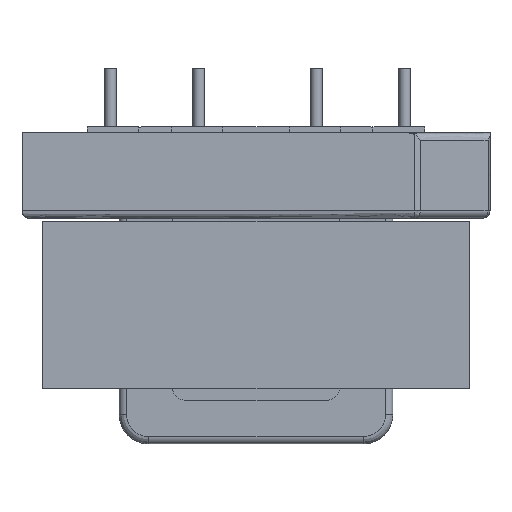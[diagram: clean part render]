
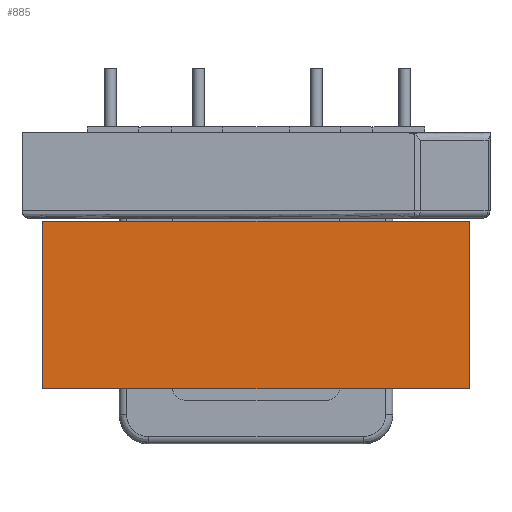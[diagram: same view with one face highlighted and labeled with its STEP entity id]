
A CAD part, front view. The second image highlights one B-rep face of the part: STEP entity #885.
In plain terms, the highlighted free-form (B-spline) face has degree [1, 1] with [2, 2] control points.
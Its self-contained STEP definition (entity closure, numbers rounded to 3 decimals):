
#800 = VERTEX_POINT('',#801);
#801 = CARTESIAN_POINT('',(17.437,-9.52,
    -5.532));
#814 = VERTEX_POINT('',#815);
#815 = CARTESIAN_POINT('',(17.437,-9.52,
    8.177));
#820 = EDGE_CURVE('',#814,#800,#821,.T.);
#821 = B_SPLINE_CURVE_WITH_KNOTS('',1,(#822,#823),.UNSPECIFIED.,.F.,.F.,
  (2,2),(0.,11.4),.PIECEWISE_BEZIER_KNOTS.);
#822 = CARTESIAN_POINT('',(17.437,-9.52,
    8.177));
#823 = CARTESIAN_POINT('',(17.437,-9.52,
    -5.532));
#862 = VERTEX_POINT('',#863);
#863 = CARTESIAN_POINT('',(-17.437,-9.52,
    -5.532));
#868 = EDGE_CURVE('',#869,#862,#871,.T.);
#869 = VERTEX_POINT('',#870);
#870 = CARTESIAN_POINT('',(-17.437,-9.52,
    8.177));
#871 = B_SPLINE_CURVE_WITH_KNOTS('',1,(#872,#873),.UNSPECIFIED.,.F.,.F.,
  (2,2),(0.,11.4),.PIECEWISE_BEZIER_KNOTS.);
#872 = CARTESIAN_POINT('',(-17.437,-9.52,
    8.177));
#873 = CARTESIAN_POINT('',(-17.437,-9.52,
    -5.532));
#885 = ADVANCED_FACE('',(#886),#900,.T.);
#886 = FACE_BOUND('',#887,.T.);
#887 = EDGE_LOOP('',(#888,#893,#894,#899));
#888 = ORIENTED_EDGE('',*,*,#889,.F.);
#889 = EDGE_CURVE('',#800,#862,#890,.T.);
#890 = B_SPLINE_CURVE_WITH_KNOTS('',1,(#891,#892),.UNSPECIFIED.,.F.,.F.,
  (2,2),(-0.2,28.8),.PIECEWISE_BEZIER_KNOTS.);
#891 = CARTESIAN_POINT('',(17.437,-9.52,
    -5.532));
#892 = CARTESIAN_POINT('',(-17.437,-9.52,
    -5.532));
#893 = ORIENTED_EDGE('',*,*,#820,.F.);
#894 = ORIENTED_EDGE('',*,*,#895,.T.);
#895 = EDGE_CURVE('',#814,#869,#896,.T.);
#896 = B_SPLINE_CURVE_WITH_KNOTS('',1,(#897,#898),.UNSPECIFIED.,.F.,.F.,
  (2,2),(-0.2,28.8),.PIECEWISE_BEZIER_KNOTS.);
#897 = CARTESIAN_POINT('',(17.437,-9.52,
    8.177));
#898 = CARTESIAN_POINT('',(-17.437,-9.52,
    8.177));
#899 = ORIENTED_EDGE('',*,*,#868,.T.);
#900 = B_SPLINE_SURFACE_WITH_KNOTS('',1,1,(
    (#901,#902)
    ,(#903,#904
    )),.UNSPECIFIED.,.F.,.F.,.F.,(2,2),(2,2),(0.,11.4),(-28.8,0.2),
  .PIECEWISE_BEZIER_KNOTS.);
#901 = CARTESIAN_POINT('',(-17.437,-9.52,
    8.177));
#902 = CARTESIAN_POINT('',(17.437,-9.52,
    8.177));
#903 = CARTESIAN_POINT('',(-17.437,-9.52,
    -5.532));
#904 = CARTESIAN_POINT('',(17.437,-9.52,
    -5.532));
